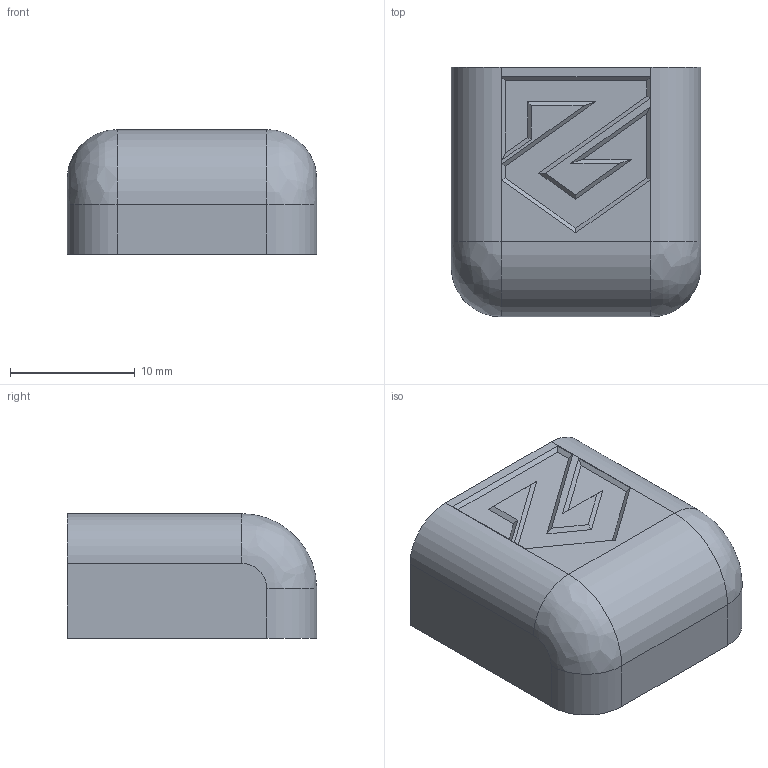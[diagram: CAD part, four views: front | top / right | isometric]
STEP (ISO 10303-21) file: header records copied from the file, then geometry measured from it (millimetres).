
FILE_DESCRIPTION(/* description */ (''),/* implementation_level */ '2;1');
FILE_NAME(/* name */ 'MGN12 linear rail bumpstop cap.step',/* time_stamp */ '2021-07-21T23:15:50+10:00',/* author */ (''),/* organization */ (''),/* preprocessor_version */ 'ST-DEVELOPER v18.1',/* originating_system */ 'Autodesk Translation Framework v10.9.0.1377',/* authorisation */ '');
FILE_SCHEMA (('AUTOMOTIVE_DESIGN { 1 0 10303 214 3 1 1 }'));
Length unit declared in the file: millimetre
Products named in the file (4): Linear Rail Endstops; Component12; Cover; Stopper
Assembly tree (3 placements, depth 3):
  Linear Rail Endstops
    Component12
      Cover
      Stopper
Bounding box: 20 x 20 x 10 mm (x, y, z)
Volume: 3002 mm3; surface area: 2417.6 mm2
Topology: 2 solids, 2 shells, 49 faces, 125 edges, 82 vertices
Faces by surface type: plane 40, cylinder 7, bspline 2
Full cylindrical faces by diameter (mm): 3.4 x1, 5.9 x1
Entity records: 1580 total; most frequent: CARTESIAN_POINT 279, ORIENTED_EDGE 250, DIRECTION 249, EDGE_CURVE 125, LINE 109, VECTOR 109, VERTEX_POINT 82, AXIS2_PLACEMENT_3D 70
